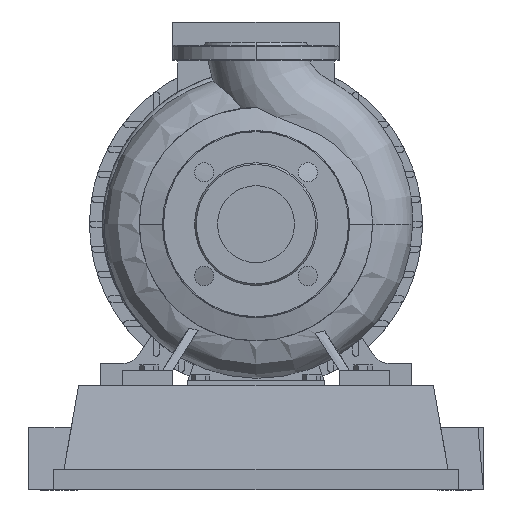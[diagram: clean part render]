
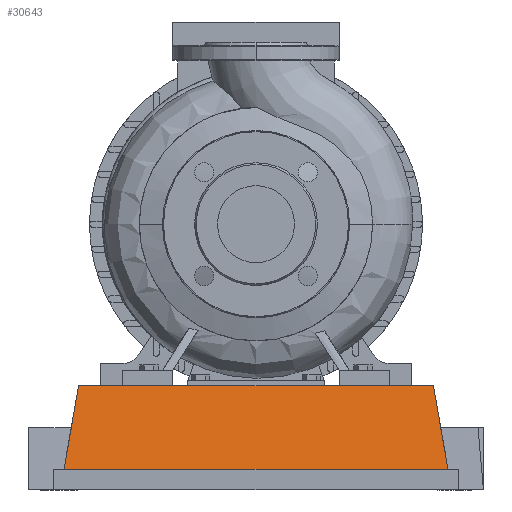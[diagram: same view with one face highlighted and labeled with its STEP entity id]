
A CAD part, left-side view. The second image highlights one B-rep face of the part: STEP entity #30643.
In plain terms, the highlighted planar face has unit normal (-0.985, 0, 0.174).
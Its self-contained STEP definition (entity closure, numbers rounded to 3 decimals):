
#28528=CARTESIAN_POINT('',(-65.,-190.,20.6));
#28529=VERTEX_POINT('',#28528);
#28536=CARTESIAN_POINT('',(-65.,190.0,20.6));
#28537=VERTEX_POINT('',#28536);
#28538=CARTESIAN_POINT('',(-65.,-190.,20.6));
#28539=DIRECTION('',(0.0,1.0,0.0));
#28540=VECTOR('',#28539,380.0);
#28541=LINE('',#28538,#28540);
#28542=EDGE_CURVE('',#28529,#28537,#28541,.T.);
#30377=CARTESIAN_POINT('',(-50.471,-175.471,103.0));
#30378=VERTEX_POINT('',#30377);
#30385=CARTESIAN_POINT('',(-65.,-190.,20.6));
#30386=DIRECTION('',(0.171,0.171,0.97));
#30387=VECTOR('',#30386,84.923);
#30388=LINE('',#30385,#30387);
#30389=EDGE_CURVE('',#28529,#30378,#30388,.T.);
#30620=CARTESIAN_POINT('',(-65.,-190.,20.6));
#30621=DIRECTION('',(-0.985,0.,0.174));
#30622=DIRECTION('',(0.0,-1.0,0.0));
#30623=AXIS2_PLACEMENT_3D('',#30620,#30621,#30622);
#30624=PLANE('',#30623);
#30625=CARTESIAN_POINT('',(-50.471,175.471,103.0));
#30626=VERTEX_POINT('',#30625);
#30627=CARTESIAN_POINT('',(-50.471,-175.471,103.0));
#30628=DIRECTION('',(0.0,1.0,0.0));
#30629=VECTOR('',#30628,350.941);
#30630=LINE('',#30627,#30629);
#30631=EDGE_CURVE('',#30378,#30626,#30630,.T.);
#30632=ORIENTED_EDGE('',*,*,#30631,.T.);
#30633=CARTESIAN_POINT('',(-65.,190.0,20.6));
#30634=DIRECTION('',(0.171,-0.171,0.97));
#30635=VECTOR('',#30634,84.923);
#30636=LINE('',#30633,#30635);
#30637=EDGE_CURVE('',#28537,#30626,#30636,.T.);
#30638=ORIENTED_EDGE('',*,*,#30637,.F.);
#30639=ORIENTED_EDGE('',*,*,#28542,.F.);
#30640=ORIENTED_EDGE('',*,*,#30389,.T.);
#30641=EDGE_LOOP('',(#30632,#30638,#30639,#30640));
#30642=FACE_OUTER_BOUND('',#30641,.T.);
#30643=ADVANCED_FACE('',(#30642),#30624,.T.);
